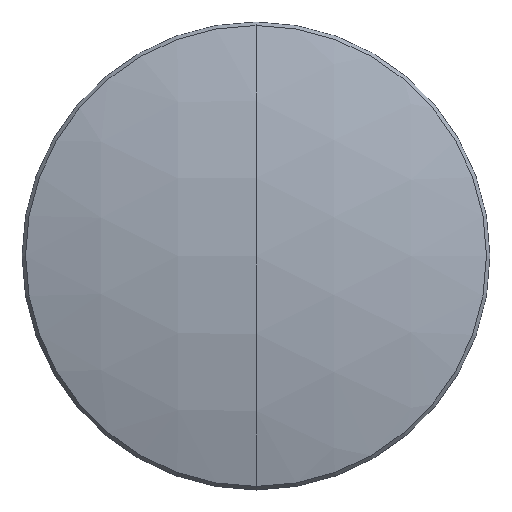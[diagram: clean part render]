
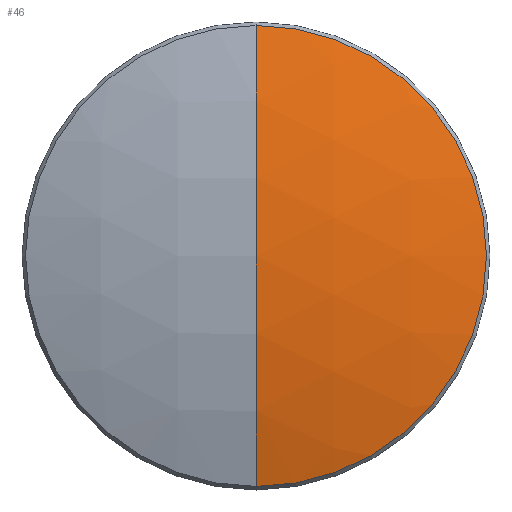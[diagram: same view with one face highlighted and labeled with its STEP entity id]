
A CAD part, top view. The second image highlights one B-rep face of the part: STEP entity #46.
In plain terms, the highlighted spherical face has radius 43.38 mm.
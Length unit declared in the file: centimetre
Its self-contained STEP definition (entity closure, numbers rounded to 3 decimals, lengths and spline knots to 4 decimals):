
#2 = CIRCLE ( 'NONE', #193, 4.338 ) ;
#3 = ORIENTED_EDGE ( 'NONE', *, *, #270, .F. ) ;
#13 = EDGE_CURVE ( 'NONE', #27, #56, #131, .T. ) ;
#16 = VERTEX_POINT ( 'NONE', #89 ) ;
#17 = CARTESIAN_POINT ( 'NONE',  ( 0., -1.2509, 0.0107 ) ) ;
#27 = VERTEX_POINT ( 'NONE', #17 ) ;
#37 = DIRECTION ( 'NONE',  ( 0., 0., 1. ) ) ;
#44 = CARTESIAN_POINT ( 'NONE',  ( 0., 0., -4.143 ) ) ;
#46 = ADVANCED_FACE ( 'NONE', ( #236 ), #173, .T. ) ;
#47 = DIRECTION ( 'NONE',  ( 1., 0., 0. ) ) ;
#56 = VERTEX_POINT ( 'NONE', #128 ) ;
#63 = CARTESIAN_POINT ( 'NONE',  ( 0., 0., 0.0107 ) ) ;
#67 = AXIS2_PLACEMENT_3D ( 'NONE', #276, #295, #260 ) ;
#84 = ORIENTED_EDGE ( 'NONE', *, *, #217, .T. ) ;
#89 = CARTESIAN_POINT ( 'NONE',  ( 0., 0., 0.195 ) ) ;
#120 = DIRECTION ( 'NONE',  ( 0., 0., 1. ) ) ;
#128 = CARTESIAN_POINT ( 'NONE',  ( 0., 1.2509, 0.0107 ) ) ;
#131 = CIRCLE ( 'NONE', #197, 1.2509 ) ;
#140 = CIRCLE ( 'NONE', #245, 4.338 ) ;
#161 = DIRECTION ( 'NONE',  ( -1., 0., 0. ) ) ;
#173 = SPHERICAL_SURFACE ( 'NONE', #67, 4.338 ) ;
#183 = DIRECTION ( 'NONE',  ( 0., 1., 0. ) ) ;
#184 = CARTESIAN_POINT ( 'NONE',  ( 0., 0., -4.143 ) ) ;
#193 = AXIS2_PLACEMENT_3D ( 'NONE', #184, #47, #183 ) ;
#197 = AXIS2_PLACEMENT_3D ( 'NONE', #63, #37, #225 ) ;
#217 = EDGE_CURVE ( 'NONE', #16, #27, #2, .T. ) ;
#225 = DIRECTION ( 'NONE',  ( 0., 1., 0. ) ) ;
#236 = FACE_OUTER_BOUND ( 'NONE', #297, .T. ) ;
#245 = AXIS2_PLACEMENT_3D ( 'NONE', #44, #161, #120 ) ;
#260 = DIRECTION ( 'NONE',  ( 0., 1., 0. ) ) ;
#267 = ORIENTED_EDGE ( 'NONE', *, *, #13, .T. ) ;
#270 = EDGE_CURVE ( 'NONE', #16, #56, #140, .T. ) ;
#276 = CARTESIAN_POINT ( 'NONE',  ( 0., 0., -4.143 ) ) ;
#295 = DIRECTION ( 'NONE',  ( 1., 0., 0. ) ) ;
#297 = EDGE_LOOP ( 'NONE', ( #3, #84, #267 ) ) ;
